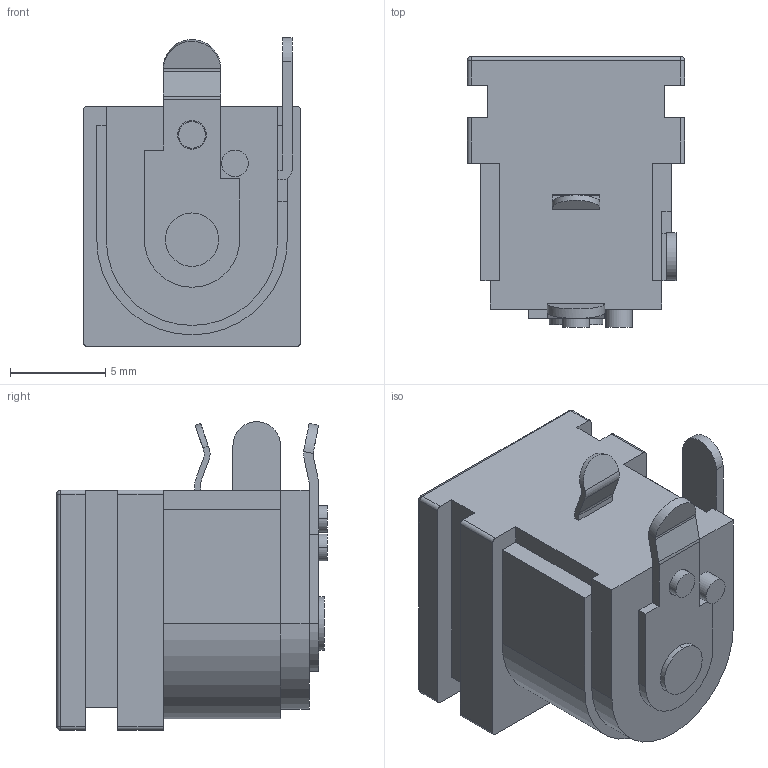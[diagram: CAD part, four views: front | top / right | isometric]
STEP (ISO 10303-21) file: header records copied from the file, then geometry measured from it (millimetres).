
FILE_DESCRIPTION((''),'2;1');
FILE_NAME('DC062-A-AFTER','2019-03-19T',('Administrator'),(''),'PRO/ENGINEER BY PARAMETRIC TECHNOLOGY CORPORATION, 2012090','PRO/ENGINEER BY PARAMETRIC TECHNOLOGY CORPORATION, 2012090','');
FILE_SCHEMA(('CONFIG_CONTROL_DESIGN'));
Length unit declared in the file: millimetre
Products named in the file (1): DC062-A-AFTER
Bounding box: 11.4 x 14.2 x 16.2 mm (x, y, z)
Volume: 1212.2 mm3; surface area: 1329.9 mm2
Topology: 1 solids, 1 shells, 104 faces, 268 edges, 172 vertices
Faces by surface type: plane 59, cylinder 39, sphere 6
Entity records: 3328 total; most frequent: CARTESIAN_POINT 710, DIRECTION 542, ORIENTED_EDGE 532, EDGE_CURVE 266, VECTOR 182, LINE 182, AXIS2_PLACEMENT_3D 180, VERTEX_POINT 172
